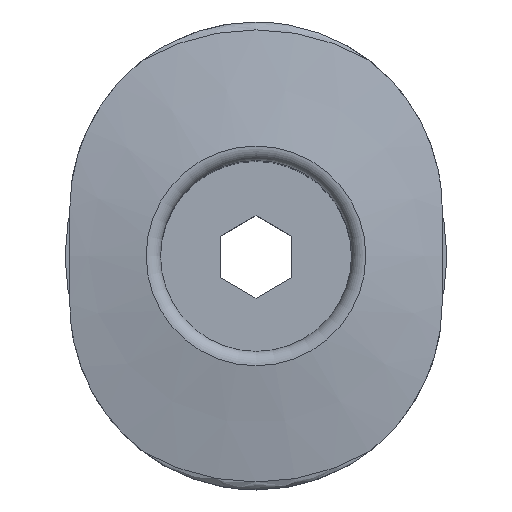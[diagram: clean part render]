
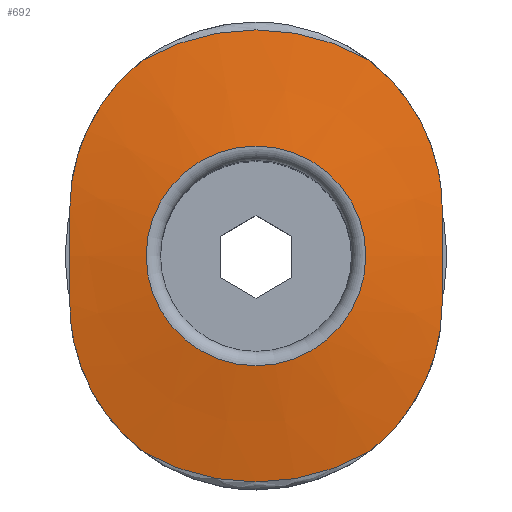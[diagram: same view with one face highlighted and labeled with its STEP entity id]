
A CAD part, top view. The second image highlights one B-rep face of the part: STEP entity #692.
In plain terms, the highlighted conical face has half-angle 80 degrees and reference radius 2.3 mm.
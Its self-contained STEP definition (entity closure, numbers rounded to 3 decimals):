
#95=B_SPLINE_CURVE_WITH_KNOTS('',3,(#929,#930,#931,#932),.UNSPECIFIED.,
 .F.,.F.,(4,4),(0.,0.004),.UNSPECIFIED.);
#96=B_SPLINE_CURVE_WITH_KNOTS('',3,(#934,#935,#936,#937),.UNSPECIFIED.,
 .F.,.F.,(4,4),(0.002,0.004),.UNSPECIFIED.);
#97=B_SPLINE_CURVE_WITH_KNOTS('',3,(#939,#940,#941,#942),.UNSPECIFIED.,
 .F.,.F.,(4,4),(0.,0.004),.UNSPECIFIED.);
#98=B_SPLINE_CURVE_WITH_KNOTS('',3,(#946,#947,#948,#949),.UNSPECIFIED.,
 .F.,.F.,(4,4),(0.,0.004),.UNSPECIFIED.);
#99=B_SPLINE_CURVE_WITH_KNOTS('',3,(#951,#952,#953,#954),.UNSPECIFIED.,
 .F.,.F.,(4,4),(0.002,0.004),.UNSPECIFIED.);
#100=B_SPLINE_CURVE_WITH_KNOTS('',3,(#956,#957,#958,#959),.UNSPECIFIED.,
 .F.,.F.,(4,4),(0.,0.004),.UNSPECIFIED.);
#105=ORIENTED_EDGE('',*,*,#219,.F.);
#106=ORIENTED_EDGE('',*,*,#220,.F.);
#107=ORIENTED_EDGE('',*,*,#221,.F.);
#108=ORIENTED_EDGE('',*,*,#222,.F.);
#109=ORIENTED_EDGE('',*,*,#223,.F.);
#110=ORIENTED_EDGE('',*,*,#224,.F.);
#111=ORIENTED_EDGE('',*,*,#225,.F.);
#112=ORIENTED_EDGE('',*,*,#226,.F.);
#113=ORIENTED_EDGE('',*,*,#227,.T.);
#219=EDGE_CURVE('',#276,#277,#321,.T.);
#220=EDGE_CURVE('',#278,#276,#95,.T.);
#221=EDGE_CURVE('',#279,#278,#96,.T.);
#222=EDGE_CURVE('',#280,#279,#97,.T.);
#223=EDGE_CURVE('',#281,#280,#322,.T.);
#224=EDGE_CURVE('',#282,#281,#98,.T.);
#225=EDGE_CURVE('',#283,#282,#99,.T.);
#226=EDGE_CURVE('',#277,#283,#100,.T.);
#227=EDGE_CURVE('',#284,#284,#323,.T.);
#276=VERTEX_POINT('',#927);
#277=VERTEX_POINT('',#928);
#278=VERTEX_POINT('',#933);
#279=VERTEX_POINT('',#938);
#280=VERTEX_POINT('',#943);
#281=VERTEX_POINT('',#945);
#282=VERTEX_POINT('',#950);
#283=VERTEX_POINT('',#955);
#284=VERTEX_POINT('',#961);
#321=CIRCLE('',#731,4.735);
#322=CIRCLE('',#732,4.735);
#323=CIRCLE('',#733,2.3);
#344=EDGE_LOOP('',(#105,#106,#107,#108,#109,#110,#111,#112));
#345=EDGE_LOOP('',(#113));
#398=FACE_BOUND('',#344,.T.);
#399=FACE_BOUND('',#345,.T.);
#452=CONICAL_SURFACE('',#730,2.3,1.396);
#692=ADVANCED_FACE('',(#398,#399),#452,.T.);
#730=AXIS2_PLACEMENT_3D('',#925,#788,#789);
#731=AXIS2_PLACEMENT_3D('',#926,#790,#791);
#732=AXIS2_PLACEMENT_3D('',#944,#792,#793);
#733=AXIS2_PLACEMENT_3D('',#960,#794,#795);
#788=DIRECTION('',(0.,0.,-1.));
#789=DIRECTION('',(-1.,0.,0.));
#790=DIRECTION('',(0.,0.,-1.));
#791=DIRECTION('',(-1.,0.,0.));
#792=DIRECTION('',(0.,0.,-1.));
#793=DIRECTION('',(-1.,0.,0.));
#794=DIRECTION('',(0.,0.,-1.));
#795=DIRECTION('',(-1.,0.,0.));
#925=CARTESIAN_POINT('',(0.,0.,13.2));
#926=CARTESIAN_POINT('',(0.,0.,12.771));
#927=CARTESIAN_POINT('',(-2.361,4.104,12.771));
#928=CARTESIAN_POINT('',(2.361,4.104,12.771));
#929=CARTESIAN_POINT('',(-3.9,1.,12.896));
#930=CARTESIAN_POINT('',(-3.9,2.206,12.843));
#931=CARTESIAN_POINT('',(-3.322,3.373,12.798));
#932=CARTESIAN_POINT('',(-2.361,4.104,12.771));
#933=CARTESIAN_POINT('',(-3.9,1.,12.896));
#934=CARTESIAN_POINT('',(-3.9,-1.,12.896));
#935=CARTESIAN_POINT('',(-3.9,-0.334,12.925));
#936=CARTESIAN_POINT('',(-3.9,0.333,12.925));
#937=CARTESIAN_POINT('',(-3.9,1.,12.896));
#938=CARTESIAN_POINT('',(-3.9,-1.,12.896));
#939=CARTESIAN_POINT('',(-2.361,-4.104,12.771));
#940=CARTESIAN_POINT('',(-3.321,-3.373,12.798));
#941=CARTESIAN_POINT('',(-3.9,-2.206,12.843));
#942=CARTESIAN_POINT('',(-3.9,-1.,12.896));
#943=CARTESIAN_POINT('',(-2.361,-4.104,12.771));
#944=CARTESIAN_POINT('',(0.,0.,12.771));
#945=CARTESIAN_POINT('',(2.361,-4.104,12.771));
#946=CARTESIAN_POINT('',(3.9,-1.,12.896));
#947=CARTESIAN_POINT('',(3.9,-2.206,12.843));
#948=CARTESIAN_POINT('',(3.322,-3.373,12.798));
#949=CARTESIAN_POINT('',(2.361,-4.104,12.771));
#950=CARTESIAN_POINT('',(3.9,-1.,12.896));
#951=CARTESIAN_POINT('',(3.9,1.,12.896));
#952=CARTESIAN_POINT('',(3.9,0.334,12.925));
#953=CARTESIAN_POINT('',(3.9,-0.333,12.925));
#954=CARTESIAN_POINT('',(3.9,-1.,12.896));
#955=CARTESIAN_POINT('',(3.9,1.,12.896));
#956=CARTESIAN_POINT('',(2.361,4.104,12.771));
#957=CARTESIAN_POINT('',(3.321,3.373,12.798));
#958=CARTESIAN_POINT('',(3.9,2.206,12.843));
#959=CARTESIAN_POINT('',(3.9,1.,12.896));
#960=CARTESIAN_POINT('',(0.,0.,13.2));
#961=CARTESIAN_POINT('',(-2.3,0.,13.2));
